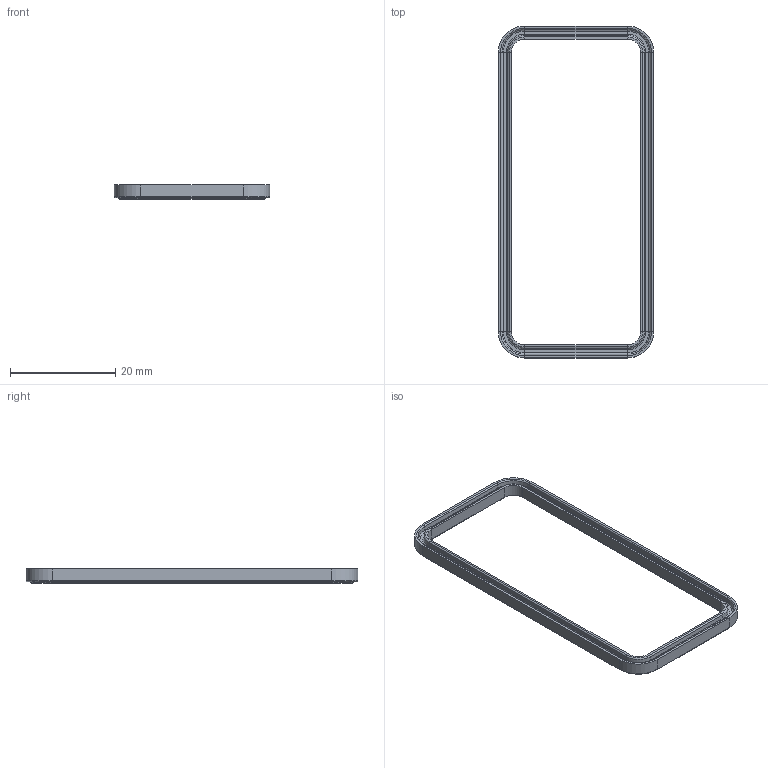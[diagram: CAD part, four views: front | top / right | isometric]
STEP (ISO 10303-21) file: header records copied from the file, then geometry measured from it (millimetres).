
FILE_DESCRIPTION(('CATIA V5 STEP Exchange','CAx-IF Rec.Pracs.--- Model Styling and Organization---1.4--- 2014-01-23'),'2;1');
FILE_NAME ('004528-4_1', '2021-10-06T06:49:55+00:00', ('none'), ('Weidmueller'), 'CATIA Version 5-6 Release 2016 SP3 HF44', 'CATIA V5 STEP AP214', 'none');
FILE_SCHEMA(('AUTOMOTIVE_DESIGN { 1 0 10303 214 1 1 1 1 }'));
Length unit declared in the file: millimetre
Products named in the file (1): 1044590000
Bounding box: 29.5 x 63 x 2.7 mm (x, y, z)
Volume: 816.4 mm3; surface area: 2025.4 mm2
Topology: 1 solids, 1 shells, 160 faces, 320 edges, 160 vertices
Faces by surface type: plane 56, cylinder 48, torus 40, cone 16
Entity records: 3725 total; most frequent: ORIENTED_EDGE 640, CARTESIAN_POINT 612, DIRECTION 582, EDGE_CURVE 320, AXIS2_PLACEMENT_3D 292, VECTOR 160, ADVANCED_FACE 160, CIRCLE 160
